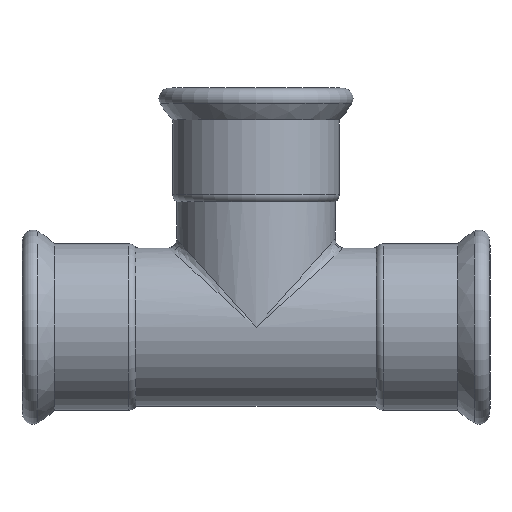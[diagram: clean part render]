
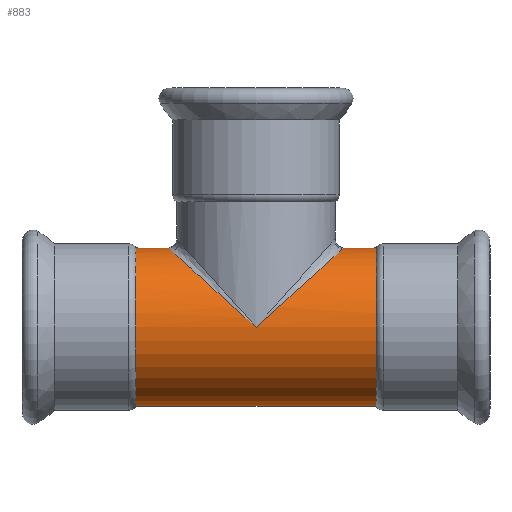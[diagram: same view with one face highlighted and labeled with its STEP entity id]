
A CAD part, front view. The second image highlights one B-rep face of the part: STEP entity #883.
In plain terms, the highlighted cylindrical face has radius 44.45 mm (diameter 88.9 mm), a full revolution.
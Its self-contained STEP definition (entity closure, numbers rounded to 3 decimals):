
#15=ELLIPSE('',#1004,66.491,44.45);
#17=ELLIPSE('',#1006,66.491,44.45);
#55=CYLINDRICAL_SURFACE('',#1017,44.45);
#87=FACE_OUTER_BOUND('',#129,.T.);
#129=EDGE_LOOP('',(#715,#716,#717,#718,#719,#720,#721,#722,#723,#724,#725,
#726));
#158=LINE('',#2421,#180);
#159=LINE('',#2423,#181);
#180=VECTOR('',#1288,44.45);
#181=VECTOR('',#1289,44.45);
#265=CIRCLE('',#1018,44.45);
#266=CIRCLE('',#1019,44.45);
#267=CIRCLE('',#1020,44.45);
#268=CIRCLE('',#1021,44.45);
#269=CIRCLE('',#1022,44.45);
#270=CIRCLE('',#1023,44.45);
#368=VERTEX_POINT('',#2312);
#369=VERTEX_POINT('',#2313);
#377=VERTEX_POINT('',#2416);
#378=VERTEX_POINT('',#2417);
#379=VERTEX_POINT('',#2419);
#380=VERTEX_POINT('',#2422);
#381=VERTEX_POINT('',#2424);
#382=VERTEX_POINT('',#2426);
#492=EDGE_CURVE('',#368,#369,#15,.T.);
#494=EDGE_CURVE('',#369,#368,#17,.T.);
#506=EDGE_CURVE('',#377,#378,#265,.T.);
#507=EDGE_CURVE('',#379,#377,#266,.T.);
#508=EDGE_CURVE('',#379,#369,#158,.T.);
#509=EDGE_CURVE('',#369,#380,#159,.T.);
#510=EDGE_CURVE('',#380,#381,#267,.T.);
#511=EDGE_CURVE('',#381,#382,#268,.T.);
#512=EDGE_CURVE('',#382,#380,#269,.T.);
#513=EDGE_CURVE('',#378,#379,#270,.T.);
#715=ORIENTED_EDGE('',*,*,#506,.F.);
#716=ORIENTED_EDGE('',*,*,#507,.F.);
#717=ORIENTED_EDGE('',*,*,#508,.T.);
#718=ORIENTED_EDGE('',*,*,#509,.T.);
#719=ORIENTED_EDGE('',*,*,#510,.T.);
#720=ORIENTED_EDGE('',*,*,#511,.T.);
#721=ORIENTED_EDGE('',*,*,#512,.T.);
#722=ORIENTED_EDGE('',*,*,#509,.F.);
#723=ORIENTED_EDGE('',*,*,#492,.F.);
#724=ORIENTED_EDGE('',*,*,#494,.F.);
#725=ORIENTED_EDGE('',*,*,#508,.F.);
#726=ORIENTED_EDGE('',*,*,#513,.F.);
#883=ADVANCED_FACE('',(#87),#55,.T.);
#1004=AXIS2_PLACEMENT_3D('',#2314,#1253,#1254);
#1006=AXIS2_PLACEMENT_3D('',#2394,#1257,#1258);
#1017=AXIS2_PLACEMENT_3D('',#2415,#1282,#1283);
#1018=AXIS2_PLACEMENT_3D('',#2418,#1284,#1285);
#1019=AXIS2_PLACEMENT_3D('',#2420,#1286,#1287);
#1020=AXIS2_PLACEMENT_3D('',#2425,#1290,#1291);
#1021=AXIS2_PLACEMENT_3D('',#2427,#1292,#1293);
#1022=AXIS2_PLACEMENT_3D('',#2428,#1294,#1295);
#1023=AXIS2_PLACEMENT_3D('',#2429,#1296,#1297);
#1253=DIRECTION('center_axis',(0.669,0.,
0.744));
#1254=DIRECTION('ref_axis',(-0.744,0.,0.669));
#1257=DIRECTION('center_axis',(-0.669,0.,
0.744));
#1258=DIRECTION('ref_axis',(0.744,0.,0.669));
#1282=DIRECTION('center_axis',(1.,0.,0.));
#1283=DIRECTION('ref_axis',(0.,1.,0.));
#1284=DIRECTION('center_axis',(1.,0.,0.));
#1285=DIRECTION('ref_axis',(0.,1.,0.));
#1286=DIRECTION('center_axis',(1.,0.,0.));
#1287=DIRECTION('ref_axis',(0.,1.,0.));
#1288=DIRECTION('',(-1.,0.,0.));
#1289=DIRECTION('',(-1.,0.,0.));
#1290=DIRECTION('center_axis',(1.,0.,0.));
#1291=DIRECTION('ref_axis',(0.,1.,0.));
#1292=DIRECTION('center_axis',(1.,0.,0.));
#1293=DIRECTION('ref_axis',(0.,1.,0.));
#1294=DIRECTION('center_axis',(1.,0.,0.));
#1295=DIRECTION('ref_axis',(0.,1.,0.));
#1296=DIRECTION('center_axis',(1.,0.,0.));
#1297=DIRECTION('ref_axis',(0.,1.,0.));
#2312=CARTESIAN_POINT('',(-131.5,44.45,0.));
#2313=CARTESIAN_POINT('',(-131.5,-44.45,0.));
#2314=CARTESIAN_POINT('Origin',(-131.5,0.,0.));
#2394=CARTESIAN_POINT('Origin',(-131.5,0.,0.));
#2415=CARTESIAN_POINT('Origin',(-73.977,0.,0.));
#2416=CARTESIAN_POINT('',(-63.953,44.45,0.));
#2417=CARTESIAN_POINT('',(-63.953,0.,44.45));
#2418=CARTESIAN_POINT('Origin',(-63.953,0.,0.));
#2419=CARTESIAN_POINT('',(-63.953,-44.45,0.));
#2420=CARTESIAN_POINT('Origin',(-63.953,0.,0.));
#2421=CARTESIAN_POINT('',(-73.977,-44.45,0.));
#2422=CARTESIAN_POINT('',(-199.047,-44.45,0.));
#2423=CARTESIAN_POINT('',(-73.977,-44.45,0.));
#2424=CARTESIAN_POINT('',(-199.047,44.45,0.));
#2425=CARTESIAN_POINT('Origin',(-199.047,0.,0.));
#2426=CARTESIAN_POINT('',(-199.047,0.,44.45));
#2427=CARTESIAN_POINT('Origin',(-199.047,0.,0.));
#2428=CARTESIAN_POINT('Origin',(-199.047,0.,0.));
#2429=CARTESIAN_POINT('Origin',(-63.953,0.,0.));
